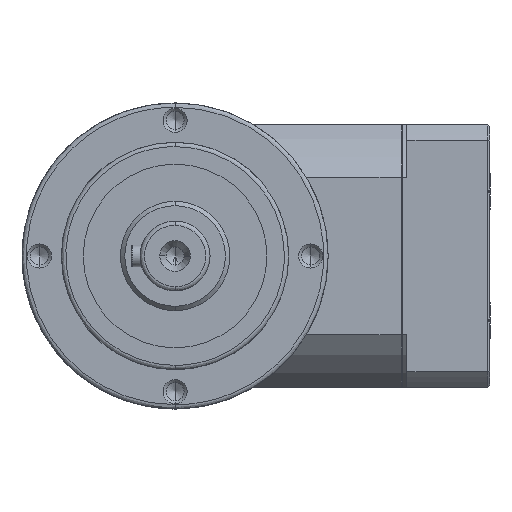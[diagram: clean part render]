
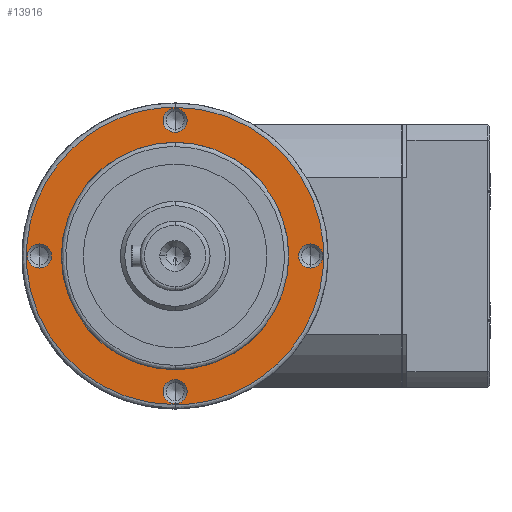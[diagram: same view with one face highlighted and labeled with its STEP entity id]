
A CAD part, left-side view. The second image highlights one B-rep face of the part: STEP entity #13916.
In plain terms, the highlighted face is planar.
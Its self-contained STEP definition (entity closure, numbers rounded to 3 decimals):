
#93 =( BOUNDED_CURVE ( )  B_SPLINE_CURVE ( 3, ( #11749, #14975, #11480, #10681 ),
 .UNSPECIFIED., .F., .T. ) 
 B_SPLINE_CURVE_WITH_KNOTS ( ( 4, 4 ),
 ( 0.5, 1. ),
 .UNSPECIFIED. ) 
 CURVE ( )  GEOMETRIC_REPRESENTATION_ITEM ( )  RATIONAL_B_SPLINE_CURVE ( ( 1., 0.333, 0.333, 1. ) ) 
 REPRESENTATION_ITEM ( '' )  );
#225 = DIRECTION ( 'NONE',  ( -1., 0., 0. ) ) ;
#261 = DIRECTION ( 'NONE',  ( 0., 0., -1. ) ) ;
#279 = VERTEX_POINT ( 'NONE', #8284 ) ;
#284 = CARTESIAN_POINT ( 'NONE',  ( 0., 31., 5. ) ) ;
#331 = CARTESIAN_POINT ( 'NONE',  ( -33.75, 0., 5. ) ) ;
#439 = EDGE_CURVE ( 'NONE', #5769, #18032, #9502, .T. ) ;
#475 = EDGE_CURVE ( 'NONE', #1235, #10262, #7541, .T. ) ;
#479 = EDGE_CURVE ( 'NONE', #8298, #279, #4709, .T. ) ;
#511 = EDGE_CURVE ( 'NONE', #6702, #19462, #6378, .T. ) ;
#517 = AXIS2_PLACEMENT_3D ( 'NONE', #284, #261, #225 ) ;
#519 = EDGE_CURVE ( 'NONE', #8855, #3259, #6114, .T. ) ;
#592 = EDGE_CURVE ( 'NONE', #1591, #15725, #93, .T. ) ;
#1082 = ORIENTED_EDGE ( 'NONE', *, *, #5712, .F. ) ;
#1235 = VERTEX_POINT ( 'NONE', #4654 ) ;
#1591 = VERTEX_POINT ( 'NONE', #18626 ) ;
#1876 = CIRCLE ( 'NONE', #5590, 2.75 ) ;
#2093 = DIRECTION ( 'NONE',  ( -1., 0., 0. ) ) ;
#2335 = DIRECTION ( 'NONE',  ( 0., 0., -1. ) ) ;
#2400 = DIRECTION ( 'NONE',  ( 0., 0., 1. ) ) ;
#3259 = VERTEX_POINT ( 'NONE', #9947 ) ;
#3427 = EDGE_CURVE ( 'NONE', #15725, #1591, #15399, .T. ) ;
#3648 = CARTESIAN_POINT ( 'NONE',  ( -31., 0., 5. ) ) ;
#3676 = DIRECTION ( 'NONE',  ( -1., 0., 0. ) ) ;
#3681 = DIRECTION ( 'NONE',  ( 0., 0., -1. ) ) ;
#3698 = CARTESIAN_POINT ( 'NONE',  ( -31., 0., 5. ) ) ;
#3978 = FACE_BOUND ( 'NONE', #15564, .T. ) ;
#4048 = AXIS2_PLACEMENT_3D ( 'NONE', #3698, #3681, #3676 ) ;
#4308 = ORIENTED_EDGE ( 'NONE', *, *, #592, .F. ) ;
#4549 = FACE_BOUND ( 'NONE', #16431, .T. ) ;
#4654 = CARTESIAN_POINT ( 'NONE',  ( -2.75, 31., 5. ) ) ;
#4709 = CIRCLE ( 'NONE', #14730, 2.75 ) ;
#4866 = CIRCLE ( 'NONE', #517, 2.75 ) ;
#5404 = EDGE_CURVE ( 'NONE', #3259, #8855, #13057, .T. ) ;
#5590 = AXIS2_PLACEMENT_3D ( 'NONE', #6282, #6275, #6247 ) ;
#5696 = CARTESIAN_POINT ( 'NONE',  ( 26., 0., 5. ) ) ;
#5712 = EDGE_CURVE ( 'NONE', #19462, #6702, #1876, .T. ) ;
#5769 = VERTEX_POINT ( 'NONE', #5696 ) ;
#5997 = EDGE_CURVE ( 'NONE', #279, #8298, #14086, .T. ) ;
#6053 = CARTESIAN_POINT ( 'NONE',  ( 0., -31., 5. ) ) ;
#6114 = CIRCLE ( 'NONE', #13894, 2.75 ) ;
#6247 = DIRECTION ( 'NONE',  ( -1., 0., 0. ) ) ;
#6275 = DIRECTION ( 'NONE',  ( 0., 0., -1. ) ) ;
#6278 = EDGE_CURVE ( 'NONE', #10262, #1235, #4866, .T. ) ;
#6282 = CARTESIAN_POINT ( 'NONE',  ( 0., -31., 5. ) ) ;
#6378 = CIRCLE ( 'NONE', #14196, 2.75 ) ;
#6595 = ORIENTED_EDGE ( 'NONE', *, *, #10365, .F. ) ;
#6628 = ORIENTED_EDGE ( 'NONE', *, *, #511, .F. ) ;
#6702 = VERTEX_POINT ( 'NONE', #14452 ) ;
#7501 = CARTESIAN_POINT ( 'NONE',  ( 0., 0., 5. ) ) ;
#7541 = CIRCLE ( 'NONE', #14640, 2.75 ) ;
#7851 = AXIS2_PLACEMENT_3D ( 'NONE', #8922, #8882, #8877 ) ;
#7960 = CARTESIAN_POINT ( 'NONE',  ( -34., -68., 5. ) ) ;
#8284 = CARTESIAN_POINT ( 'NONE',  ( -28.25, 0., 5. ) ) ;
#8298 = VERTEX_POINT ( 'NONE', #331 ) ;
#8806 = FACE_BOUND ( 'NONE', #15342, .T. ) ;
#8855 = VERTEX_POINT ( 'NONE', #13827 ) ;
#8877 = DIRECTION ( 'NONE',  ( -1., 0., 0. ) ) ;
#8882 = DIRECTION ( 'NONE',  ( 0., 0., -1. ) ) ;
#8922 = CARTESIAN_POINT ( 'NONE',  ( 31., 0., 5. ) ) ;
#9173 = ORIENTED_EDGE ( 'NONE', *, *, #6278, .F. ) ;
#9306 = DIRECTION ( 'NONE',  ( 1., 0., 0. ) ) ;
#9429 = AXIS2_PLACEMENT_3D ( 'NONE', #12976, #2400, #14660 ) ;
#9502 = CIRCLE ( 'NONE', #15192, 26. ) ;
#9947 = CARTESIAN_POINT ( 'NONE',  ( 33.75, 0., 5. ) ) ;
#10262 = VERTEX_POINT ( 'NONE', #10778 ) ;
#10365 = EDGE_CURVE ( 'NONE', #18032, #5769, #11076, .T. ) ;
#10380 = EDGE_LOOP ( 'NONE', ( #18331, #9173 ) ) ;
#10423 = ORIENTED_EDGE ( 'NONE', *, *, #519, .F. ) ;
#10438 = DIRECTION ( 'NONE',  ( 0., 0., -1. ) ) ;
#10681 = CARTESIAN_POINT ( 'NONE',  ( -34., 0., 5. ) ) ;
#10778 = CARTESIAN_POINT ( 'NONE',  ( 2.75, 31., 5. ) ) ;
#11022 = DIRECTION ( 'NONE',  ( -1., 0., 0. ) ) ;
#11076 = CIRCLE ( 'NONE', #12839, 26. ) ;
#11357 = ORIENTED_EDGE ( 'NONE', *, *, #5404, .F. ) ;
#11480 = CARTESIAN_POINT ( 'NONE',  ( -34., 68., 5. ) ) ;
#11749 = CARTESIAN_POINT ( 'NONE',  ( 34., 0., 5. ) ) ;
#12042 = ORIENTED_EDGE ( 'NONE', *, *, #439, .F. ) ;
#12061 = DIRECTION ( 'NONE',  ( 0., 0., -1. ) ) ;
#12839 = AXIS2_PLACEMENT_3D ( 'NONE', #7501, #19470, #9306 ) ;
#12885 = PLANE ( 'NONE',  #9429 ) ;
#12976 = CARTESIAN_POINT ( 'NONE',  ( 0., 0., 5. ) ) ;
#13057 = CIRCLE ( 'NONE', #7851, 2.75 ) ;
#13079 = CARTESIAN_POINT ( 'NONE',  ( 0., 0., 5. ) ) ;
#13326 = FACE_OUTER_BOUND ( 'NONE', #20447, .T. ) ;
#13698 = ORIENTED_EDGE ( 'NONE', *, *, #5997, .F. ) ;
#13764 = CARTESIAN_POINT ( 'NONE',  ( 0., 31., 5. ) ) ;
#13827 = CARTESIAN_POINT ( 'NONE',  ( 28.25, 0., 5. ) ) ;
#13894 = AXIS2_PLACEMENT_3D ( 'NONE', #22370, #21930, #18546 ) ;
#13916 = ADVANCED_FACE ( 'NONE', ( #13326, #4549, #8806, #3978, #17833, #21879 ), #12885, .F. ) ;
#14086 = CIRCLE ( 'NONE', #4048, 2.75 ) ;
#14196 = AXIS2_PLACEMENT_3D ( 'NONE', #6053, #10438, #22446 ) ;
#14452 = CARTESIAN_POINT ( 'NONE',  ( -2.75, -31., 5. ) ) ;
#14640 = AXIS2_PLACEMENT_3D ( 'NONE', #13764, #12061, #11022 ) ;
#14660 = DIRECTION ( 'NONE',  ( 1., 0., 0. ) ) ;
#14730 = AXIS2_PLACEMENT_3D ( 'NONE', #3648, #2335, #2093 ) ;
#14783 = ORIENTED_EDGE ( 'NONE', *, *, #3427, .F. ) ;
#14810 = CARTESIAN_POINT ( 'NONE',  ( 2.75, -31., 5. ) ) ;
#14885 = EDGE_LOOP ( 'NONE', ( #12042, #6595 ) ) ;
#14975 = CARTESIAN_POINT ( 'NONE',  ( 34., 68., 5. ) ) ;
#15192 = AXIS2_PLACEMENT_3D ( 'NONE', #13079, #19682, #15768 ) ;
#15342 = EDGE_LOOP ( 'NONE', ( #6628, #1082 ) ) ;
#15399 =( BOUNDED_CURVE ( )  B_SPLINE_CURVE ( 3, ( #22426, #7960, #16669, #16717 ),
 .UNSPECIFIED., .F., .F. ) 
 B_SPLINE_CURVE_WITH_KNOTS ( ( 4, 4 ),
 ( 0., 0.5 ),
 .UNSPECIFIED. ) 
 CURVE ( )  GEOMETRIC_REPRESENTATION_ITEM ( )  RATIONAL_B_SPLINE_CURVE ( ( 1., 0.333, 0.333, 1. ) ) 
 REPRESENTATION_ITEM ( '' )  );
#15564 = EDGE_LOOP ( 'NONE', ( #21174, #13698 ) ) ;
#15725 = VERTEX_POINT ( 'NONE', #17232 ) ;
#15768 = DIRECTION ( 'NONE',  ( 1., 0., 0. ) ) ;
#16431 = EDGE_LOOP ( 'NONE', ( #10423, #11357 ) ) ;
#16669 = CARTESIAN_POINT ( 'NONE',  ( 34., -68., 5. ) ) ;
#16717 = CARTESIAN_POINT ( 'NONE',  ( 34., 0., 5. ) ) ;
#17232 = CARTESIAN_POINT ( 'NONE',  ( -34., 0., 5. ) ) ;
#17833 = FACE_BOUND ( 'NONE', #10380, .T. ) ;
#18032 = VERTEX_POINT ( 'NONE', #20688 ) ;
#18331 = ORIENTED_EDGE ( 'NONE', *, *, #475, .F. ) ;
#18546 = DIRECTION ( 'NONE',  ( -1., 0., 0. ) ) ;
#18626 = CARTESIAN_POINT ( 'NONE',  ( 34., 0., 5. ) ) ;
#19462 = VERTEX_POINT ( 'NONE', #14810 ) ;
#19470 = DIRECTION ( 'NONE',  ( 0., 0., -1. ) ) ;
#19682 = DIRECTION ( 'NONE',  ( 0., 0., -1. ) ) ;
#20447 = EDGE_LOOP ( 'NONE', ( #4308, #14783 ) ) ;
#20688 = CARTESIAN_POINT ( 'NONE',  ( -26., 0., 5. ) ) ;
#21174 = ORIENTED_EDGE ( 'NONE', *, *, #479, .F. ) ;
#21879 = FACE_BOUND ( 'NONE', #14885, .T. ) ;
#21930 = DIRECTION ( 'NONE',  ( 0., 0., -1. ) ) ;
#22370 = CARTESIAN_POINT ( 'NONE',  ( 31., 0., 5. ) ) ;
#22426 = CARTESIAN_POINT ( 'NONE',  ( -34., 0., 5. ) ) ;
#22446 = DIRECTION ( 'NONE',  ( -1., 0., 0. ) ) ;
